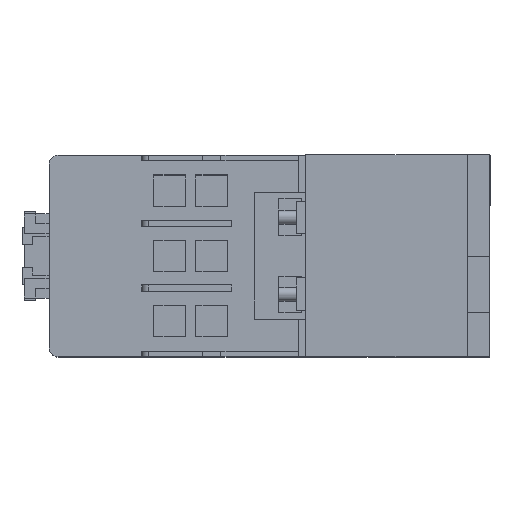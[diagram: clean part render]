
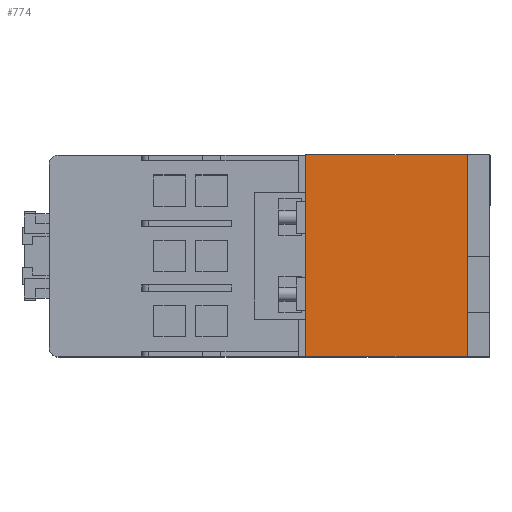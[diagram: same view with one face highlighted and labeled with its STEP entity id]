
A CAD part, top view. The second image highlights one B-rep face of the part: STEP entity #774.
In plain terms, the highlighted face is planar.
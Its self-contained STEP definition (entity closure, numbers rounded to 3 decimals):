
#774=ADVANCED_FACE('',(#1561),#1173,.F.);
#1173=PLANE('',#8843);
#1561=FACE_OUTER_BOUND('',#2071,.T.);
#2071=EDGE_LOOP('',(#4231,#4232,#4233,#4234));
#4231=ORIENTED_EDGE('',*,*,#6225,.T.);
#4232=ORIENTED_EDGE('',*,*,#6215,.F.);
#4233=ORIENTED_EDGE('',*,*,#6226,.F.);
#4234=ORIENTED_EDGE('',*,*,#6222,.T.);
#5105=VERTEX_POINT('',#13203);
#5106=VERTEX_POINT('',#13205);
#5109=VERTEX_POINT('',#13215);
#5110=VERTEX_POINT('',#13217);
#6215=EDGE_CURVE('',#5105,#5106,#7233,.T.);
#6222=EDGE_CURVE('',#5110,#5109,#7240,.T.);
#6225=EDGE_CURVE('',#5109,#5106,#7243,.T.);
#6226=EDGE_CURVE('',#5110,#5105,#7244,.T.);
#7233=LINE('',#13204,#8251);
#7240=LINE('',#13216,#8258);
#7243=LINE('',#13221,#8261);
#7244=LINE('',#13222,#8262);
#8251=VECTOR('',#10871,1.);
#8258=VECTOR('',#10880,1.);
#8261=VECTOR('',#10885,1.);
#8262=VECTOR('',#10886,1.);
#8843=AXIS2_PLACEMENT_3D('',#13223,#10887,#10888);
#10871=DIRECTION('',(-1.,0.,0.));
#10880=DIRECTION('',(-1.,0.,0.));
#10885=DIRECTION('',(0.,0.,1.));
#10886=DIRECTION('',(0.,0.,1.));
#10887=DIRECTION('',(0.,-1.,0.));
#10888=DIRECTION('',(0.,0.,-1.));
#13203=CARTESIAN_POINT('',(22.3,66.7,35.8));
#13204=CARTESIAN_POINT('',(22.3,66.7,35.8));
#13205=CARTESIAN_POINT('',(-22.3,66.7,35.8));
#13215=CARTESIAN_POINT('',(-22.3,66.7,0.));
#13216=CARTESIAN_POINT('',(22.3,66.7,0.));
#13217=CARTESIAN_POINT('',(22.3,66.7,0.));
#13221=CARTESIAN_POINT('',(-22.3,66.7,0.));
#13222=CARTESIAN_POINT('',(22.3,66.7,0.));
#13223=CARTESIAN_POINT('',(22.3,66.7,0.));
